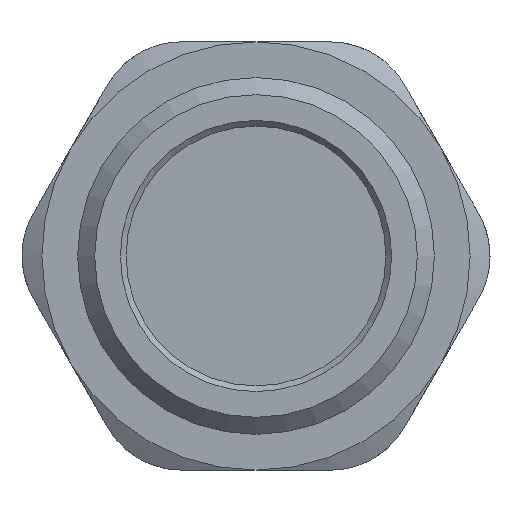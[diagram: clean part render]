
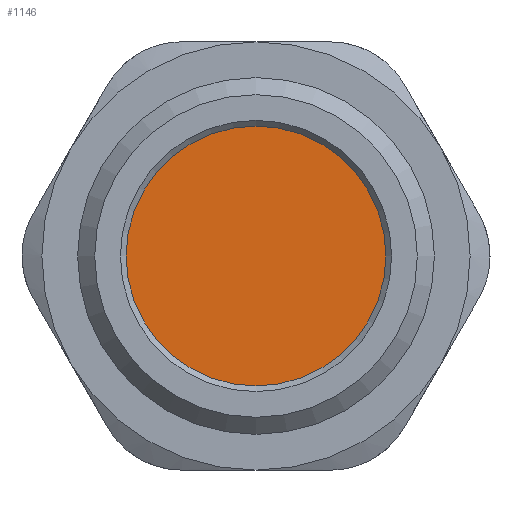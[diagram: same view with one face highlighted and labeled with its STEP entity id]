
A CAD part, front view. The second image highlights one B-rep face of the part: STEP entity #1146.
In plain terms, the highlighted planar face has unit normal (0, -1, 0).
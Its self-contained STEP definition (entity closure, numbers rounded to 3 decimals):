
#128=FACE_OUTER_BOUND('',#199,.T.);
#199=EDGE_LOOP('',(#726));
#397=CIRCLE('',#1248,4.55);
#451=VERTEX_POINT('',#1683);
#558=EDGE_CURVE('',#451,#451,#397,.T.);
#726=ORIENTED_EDGE('',*,*,#558,.F.);
#1050=PLANE('',#1247);
#1146=ADVANCED_FACE('',(#128),#1050,.F.);
#1247=AXIS2_PLACEMENT_3D('',#1682,#1383,#1384);
#1248=AXIS2_PLACEMENT_3D('',#1684,#1385,#1386);
#1383=DIRECTION('center_axis',(0.,1.,0.));
#1384=DIRECTION('ref_axis',(0.,0.,1.));
#1385=DIRECTION('center_axis',(0.,1.,0.));
#1386=DIRECTION('ref_axis',(0.,0.,
-1.));
#1682=CARTESIAN_POINT('Origin',(-0.118,-8.253,0.));
#1683=CARTESIAN_POINT('',(-0.118,-8.253,4.55));
#1684=CARTESIAN_POINT('Origin',(-0.118,-8.253,0.));
